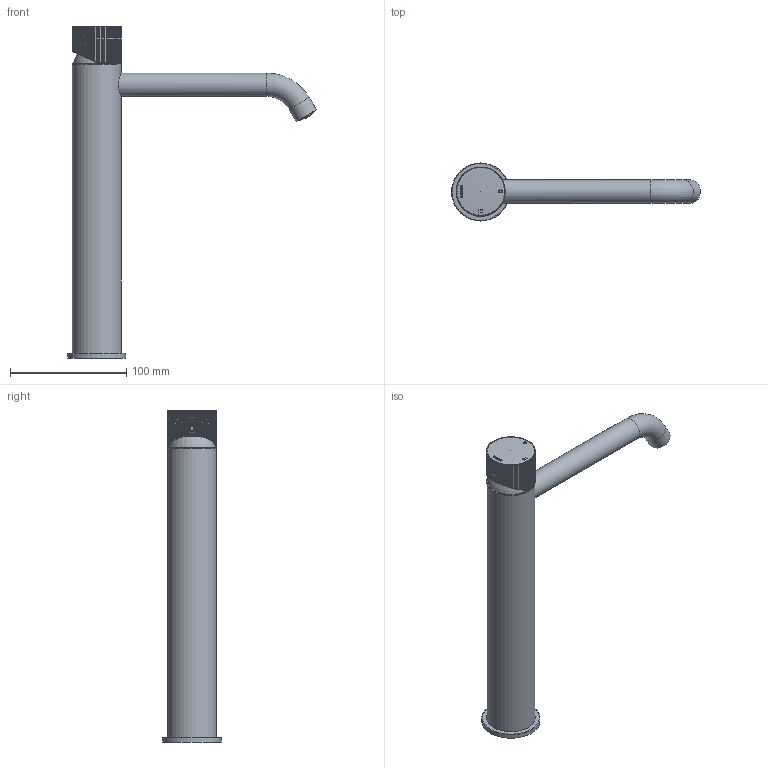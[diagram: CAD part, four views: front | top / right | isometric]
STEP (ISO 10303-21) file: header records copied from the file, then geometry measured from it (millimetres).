
FILE_DESCRIPTION(/* description */ ('Unknown'),/* implementation_level */ '2;1');
FILE_NAME(/* name */ 'GY003HR-00',/* time_stamp */ '2024-11-04T16:14:46+01:00',/* author */ ('Unknown'),/* organization */ ('Unknown'),/* preprocessor_version */ 'ST-DEVELOPER v19.4',/* originating_system */ 'Solid Edge',/* authorisation */ 'Unknown');
FILE_SCHEMA (('AUTOMOTIVE_DESIGN {1 0 10303 214 3 1 1}'));
Length unit declared in the file: millimetre
Products named in the file (13): GY003HR-00; CB003-14.IL; CB003-016.IL_oa_0; CB003-15.IL; CB003-02; GY003-001_oa_1; GY003-01; CB003-002; CB003-002-1; CB003-002-2; CB003-002-3; CB003-002-4; CB003-05
Assembly tree (12 placements, depth 3):
  GY003HR-00
    CB003-14.IL
    CB003-016.IL_oa_0
      CB003-15.IL
    CB003-02
    GY003-001_oa_1
      GY003-01
    CB003-002
      CB003-002-1
      CB003-002-2
      CB003-002-3
      CB003-002-4
    CB003-05
Bounding box: 213.92 x 50 x 285.5 mm (x, y, z)
Volume: 124361.7 mm3; surface area: 101473.1 mm2
Topology: 9 solids, 9 shells, 1054 faces, 2644 edges, 1570 vertices
Faces by surface type: bspline 344, cylinder 301, plane 283, torus 93, cone 33
Full cylindrical faces by diameter (mm): 3.3 x1, 5 x1, 10.917 x3, 11 x1, 11.027 x2, 12 x1, 12.159 x1, 12.196 x1, 12.2 x1, 12.45 x1, 13.464 x1, 13.5 x1, 14 x1, 14.577 x1, 15.033 x1, 15.218 x1, 15.229 x1, 15.417 x2, 16 x1, 16.5 x1, 16.75 x1, 20 x2, 28.3 x1, 30.376 x2, 32.8 x1, 35 x1, 35.2 x2, 35.8 x3, 37 x1, 37.5 x2
Entity records: 42053 total; most frequent: CARTESIAN_POINT 13740, ORIENTED_EDGE 4866, DIRECTION 3911, EDGE_CURVE 2433, AXIS2_PLACEMENT_3D 1580, VERTEX_POINT 1526, FACE_BOUND 1187, EDGE_LOOP 1182
